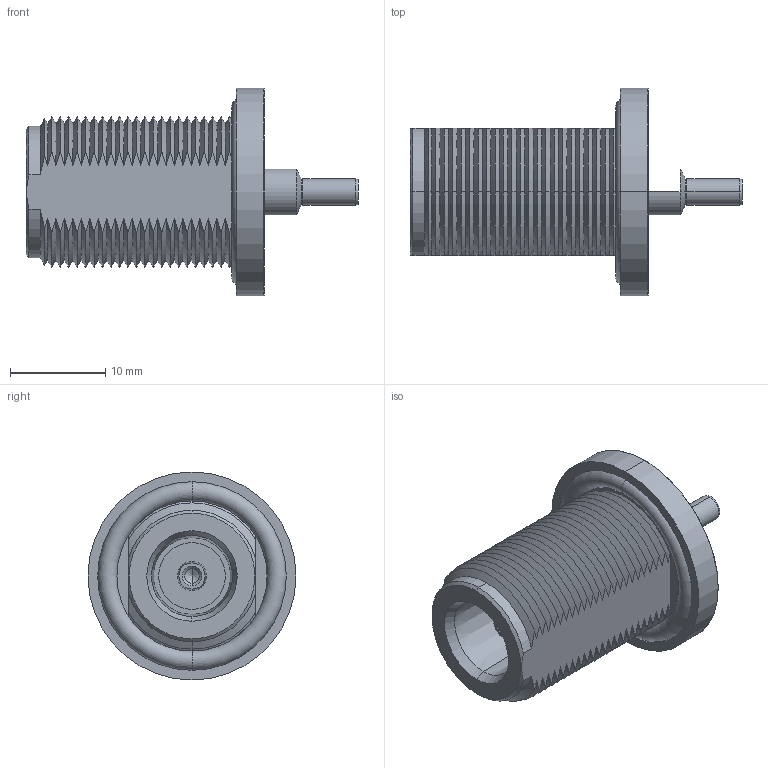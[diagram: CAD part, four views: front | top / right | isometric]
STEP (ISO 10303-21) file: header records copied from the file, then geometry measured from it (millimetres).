
FILE_DESCRIPTION (( 'STEP AP214' ), '1' );
FILE_NAME ('ANF-3102.STEP', '2013-10-31T18:42:13', ( 'L-Com' ), ( 'L-Com Global Connectivity' ), 'SwSTEP 2.0', 'SolidWorks 2012', '' );
FILE_SCHEMA (( 'AUTOMOTIVE_DESIGN' ));
Length unit declared in the file: inch
Products named in the file (1): ANF-3102
Bounding box: 34.87 x 21.84 x 21.84 mm (x, y, z)
Volume: 4364.7 mm3; surface area: 3548.5 mm2
Topology: 2 solids, 2 shells, 219 faces, 589 edges, 378 vertices
Faces by surface type: cone 165, cylinder 30, plane 20, torus 4
Entity records: 7554 total; most frequent: CARTESIAN_POINT 1767, ORIENTED_EDGE 1174, DIRECTION 1112, EDGE_CURVE 587, AXIS2_PLACEMENT_3D 495, VERTEX_POINT 378, CIRCLE 275, EDGE_LOOP 229
